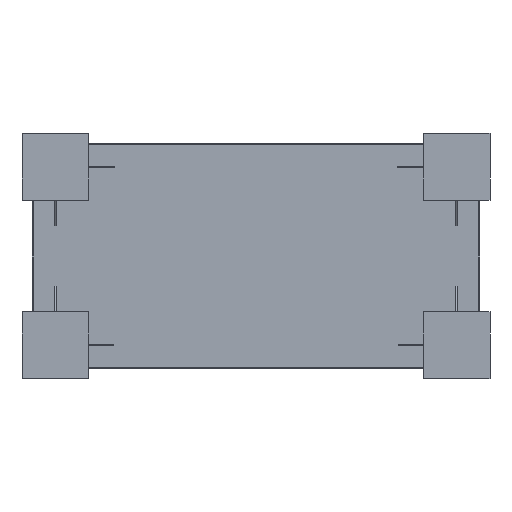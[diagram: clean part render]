
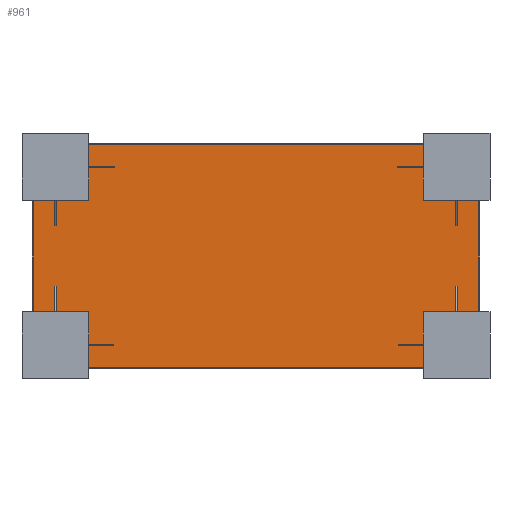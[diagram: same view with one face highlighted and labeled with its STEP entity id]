
A CAD part, front view. The second image highlights one B-rep face of the part: STEP entity #961.
In plain terms, the highlighted free-form (B-spline) face has degree [1, 1] with [2, 2] control points.
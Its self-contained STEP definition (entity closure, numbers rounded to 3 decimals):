
#841 = EDGE_CURVE('',#842,#844,#846,.T.);
#842 = VERTEX_POINT('',#843);
#843 = CARTESIAN_POINT('',(-1454.951,1175.6,
    -727.475));
#844 = VERTEX_POINT('',#845);
#845 = CARTESIAN_POINT('',(1454.951,1175.6,
    -727.475));
#846 = B_SPLINE_CURVE_WITH_KNOTS('',1,(#847,#848),.UNSPECIFIED.,.F.,.F.,
  (2,2),(-1500.,500.),.PIECEWISE_BEZIER_KNOTS.);
#847 = CARTESIAN_POINT('',(-1454.951,1175.6,
    -727.475));
#848 = CARTESIAN_POINT('',(1454.951,1175.6,
    -727.475));
#877 = EDGE_CURVE('',#844,#878,#880,.T.);
#878 = VERTEX_POINT('',#879);
#879 = CARTESIAN_POINT('',(1454.951,1175.6,
    727.475));
#880 = B_SPLINE_CURVE_WITH_KNOTS('',1,(#881,#882),.UNSPECIFIED.,.F.,.F.,
  (2,2),(-750.,250.),.PIECEWISE_BEZIER_KNOTS.);
#881 = CARTESIAN_POINT('',(1454.951,1175.6,
    -727.475));
#882 = CARTESIAN_POINT('',(1454.951,1175.6,
    727.475));
#905 = EDGE_CURVE('',#878,#906,#908,.T.);
#906 = VERTEX_POINT('',#907);
#907 = CARTESIAN_POINT('',(-1454.951,1175.6,
    727.475));
#908 = B_SPLINE_CURVE_WITH_KNOTS('',1,(#909,#910),.UNSPECIFIED.,.F.,.F.,
  (2,2),(-1500.,500.),.PIECEWISE_BEZIER_KNOTS.);
#909 = CARTESIAN_POINT('',(1454.951,1175.6,
    727.475));
#910 = CARTESIAN_POINT('',(-1454.951,1175.6,
    727.475));
#933 = EDGE_CURVE('',#906,#842,#934,.T.);
#934 = B_SPLINE_CURVE_WITH_KNOTS('',1,(#935,#936),.UNSPECIFIED.,.F.,.F.,
  (2,2),(-750.,250.),.PIECEWISE_BEZIER_KNOTS.);
#935 = CARTESIAN_POINT('',(-1454.951,1175.6,
    727.475));
#936 = CARTESIAN_POINT('',(-1454.951,1175.6,
    -727.475));
#961 = ADVANCED_FACE('',(#962),#968,.F.);
#962 = FACE_BOUND('',#963,.T.);
#963 = EDGE_LOOP('',(#964,#965,#966,#967));
#964 = ORIENTED_EDGE('',*,*,#933,.T.);
#965 = ORIENTED_EDGE('',*,*,#841,.T.);
#966 = ORIENTED_EDGE('',*,*,#877,.T.);
#967 = ORIENTED_EDGE('',*,*,#905,.T.);
#968 = B_SPLINE_SURFACE_WITH_KNOTS('',1,1,(
    (#969,#970)
    ,(#971,#972
    )),.UNSPECIFIED.,.F.,.F.,.F.,(2,2),(2,2),(-500.,500.),(-1000.,
    1000.),.PIECEWISE_BEZIER_KNOTS.);
#969 = CARTESIAN_POINT('',(-1454.951,1175.6,
    -727.475));
#970 = CARTESIAN_POINT('',(1454.951,1175.6,
    -727.475));
#971 = CARTESIAN_POINT('',(-1454.951,1175.6,
    727.475));
#972 = CARTESIAN_POINT('',(1454.951,1175.6,
    727.475));
